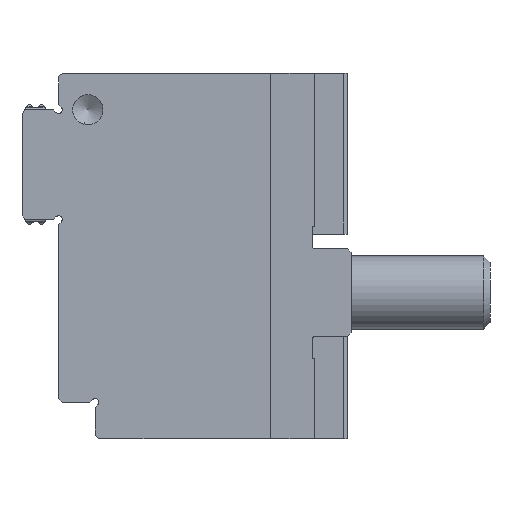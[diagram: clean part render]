
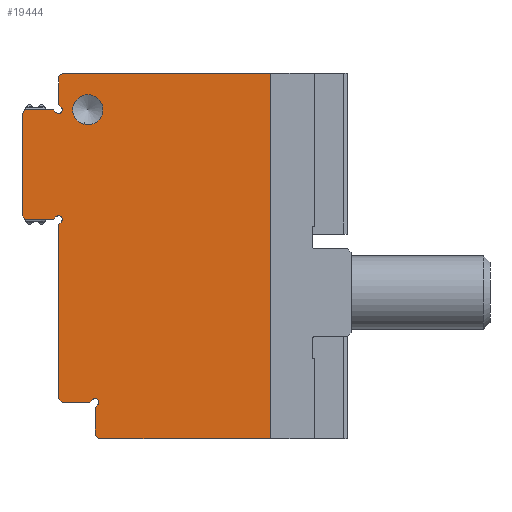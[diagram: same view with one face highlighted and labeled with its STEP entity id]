
A CAD part, left-side view. The second image highlights one B-rep face of the part: STEP entity #19444.
In plain terms, the highlighted planar face has unit normal (-1, 0, 0).
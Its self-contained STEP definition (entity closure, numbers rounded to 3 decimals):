
#913=FACE_BOUND('',#3401,.T.);
#1480=PLANE('',#21035);
#2376=FACE_OUTER_BOUND('',#3400,.T.);
#3400=EDGE_LOOP('',(#16554,#16555,#16556,#16557,#16558,#16559,#16560,#16561,
#16562,#16563,#16564,#16565,#16566,#16567,#16568,#16569,#16570,#16571,#16572,
#16573,#16574,#16575,#16576,#16577));
#3401=EDGE_LOOP('',(#16578));
#4930=LINE('',#33600,#6601);
#4946=LINE('',#33651,#6617);
#5018=LINE('',#33883,#6689);
#5086=LINE('',#34046,#6757);
#5090=LINE('',#34055,#6761);
#5093=LINE('',#34060,#6764);
#5094=LINE('',#34063,#6765);
#5095=LINE('',#34065,#6766);
#5096=LINE('',#34067,#6767);
#5097=LINE('',#34069,#6768);
#5098=LINE('',#34073,#6769);
#5099=LINE('',#34074,#6770);
#5100=LINE('',#34076,#6771);
#5101=LINE('',#34080,#6772);
#5102=LINE('',#34082,#6773);
#5103=LINE('',#34084,#6774);
#5104=LINE('',#34086,#6775);
#5105=LINE('',#34088,#6776);
#5106=LINE('',#34092,#6777);
#5107=LINE('',#34094,#6778);
#5108=LINE('',#34095,#6779);
#6601=VECTOR('',#25161,10.);
#6617=VECTOR('',#25211,10.);
#6689=VECTOR('',#25463,10.);
#6757=VECTOR('',#25633,10.);
#6761=VECTOR('',#25641,10.);
#6764=VECTOR('',#25646,10.);
#6765=VECTOR('',#25649,10.);
#6766=VECTOR('',#25650,10.);
#6767=VECTOR('',#25651,10.);
#6768=VECTOR('',#25652,10.);
#6769=VECTOR('',#25655,10.);
#6770=VECTOR('',#25656,10.);
#6771=VECTOR('',#25657,10.);
#6772=VECTOR('',#25660,10.);
#6773=VECTOR('',#25661,10.);
#6774=VECTOR('',#25662,10.);
#6775=VECTOR('',#25663,10.);
#6776=VECTOR('',#25664,10.);
#6777=VECTOR('',#25667,10.);
#6778=VECTOR('',#25668,10.);
#6779=VECTOR('',#25669,10.);
#6998=CIRCLE('',#19845,2.067);
#7114=CIRCLE('',#21036,0.5);
#7115=CIRCLE('',#21037,0.5);
#7116=CIRCLE('',#21038,0.5);
#7429=VERTEX_POINT('',#28590);
#8668=VERTEX_POINT('',#33597);
#8669=VERTEX_POINT('',#33599);
#8686=VERTEX_POINT('',#33648);
#8687=VERTEX_POINT('',#33650);
#8757=VERTEX_POINT('',#33882);
#8800=VERTEX_POINT('',#34042);
#8801=VERTEX_POINT('',#34044);
#8804=VERTEX_POINT('',#34054);
#8806=VERTEX_POINT('',#34062);
#8807=VERTEX_POINT('',#34064);
#8808=VERTEX_POINT('',#34066);
#8809=VERTEX_POINT('',#34068);
#8810=VERTEX_POINT('',#34070);
#8811=VERTEX_POINT('',#34072);
#8812=VERTEX_POINT('',#34075);
#8813=VERTEX_POINT('',#34077);
#8814=VERTEX_POINT('',#34079);
#8815=VERTEX_POINT('',#34081);
#8816=VERTEX_POINT('',#34083);
#8817=VERTEX_POINT('',#34085);
#8818=VERTEX_POINT('',#34087);
#8819=VERTEX_POINT('',#34089);
#8820=VERTEX_POINT('',#34091);
#8821=VERTEX_POINT('',#34093);
#9338=EDGE_CURVE('',#7429,#7429,#6998,.T.);
#11211=EDGE_CURVE('',#8668,#8669,#4930,.T.);
#11238=EDGE_CURVE('',#8687,#8686,#4946,.T.);
#11355=EDGE_CURVE('',#8687,#8757,#5018,.T.);
#11437=EDGE_CURVE('',#8800,#8801,#5086,.T.);
#11441=EDGE_CURVE('',#8800,#8804,#5090,.T.);
#11444=EDGE_CURVE('',#8669,#8686,#5093,.T.);
#11445=EDGE_CURVE('',#8801,#8806,#5094,.T.);
#11446=EDGE_CURVE('',#8807,#8806,#5095,.T.);
#11447=EDGE_CURVE('',#8808,#8807,#5096,.T.);
#11448=EDGE_CURVE('',#8809,#8808,#5097,.T.);
#11449=EDGE_CURVE('',#8810,#8809,#7114,.T.);
#11450=EDGE_CURVE('',#8811,#8810,#5098,.T.);
#11451=EDGE_CURVE('',#8757,#8811,#5099,.T.);
#11452=EDGE_CURVE('',#8812,#8668,#5100,.T.);
#11453=EDGE_CURVE('',#8813,#8812,#7115,.T.);
#11454=EDGE_CURVE('',#8814,#8813,#5101,.T.);
#11455=EDGE_CURVE('',#8815,#8814,#5102,.T.);
#11456=EDGE_CURVE('',#8816,#8815,#5103,.T.);
#11457=EDGE_CURVE('',#8816,#8817,#5104,.T.);
#11458=EDGE_CURVE('',#8817,#8818,#5105,.T.);
#11459=EDGE_CURVE('',#8818,#8819,#7116,.T.);
#11460=EDGE_CURVE('',#8819,#8820,#5106,.T.);
#11461=EDGE_CURVE('',#8820,#8821,#5107,.T.);
#11462=EDGE_CURVE('',#8804,#8821,#5108,.T.);
#16554=ORIENTED_EDGE('',*,*,#11437,.T.);
#16555=ORIENTED_EDGE('',*,*,#11445,.T.);
#16556=ORIENTED_EDGE('',*,*,#11446,.F.);
#16557=ORIENTED_EDGE('',*,*,#11447,.F.);
#16558=ORIENTED_EDGE('',*,*,#11448,.F.);
#16559=ORIENTED_EDGE('',*,*,#11449,.F.);
#16560=ORIENTED_EDGE('',*,*,#11450,.F.);
#16561=ORIENTED_EDGE('',*,*,#11451,.F.);
#16562=ORIENTED_EDGE('',*,*,#11355,.F.);
#16563=ORIENTED_EDGE('',*,*,#11238,.T.);
#16564=ORIENTED_EDGE('',*,*,#11444,.F.);
#16565=ORIENTED_EDGE('',*,*,#11211,.F.);
#16566=ORIENTED_EDGE('',*,*,#11452,.F.);
#16567=ORIENTED_EDGE('',*,*,#11453,.F.);
#16568=ORIENTED_EDGE('',*,*,#11454,.F.);
#16569=ORIENTED_EDGE('',*,*,#11455,.F.);
#16570=ORIENTED_EDGE('',*,*,#11456,.F.);
#16571=ORIENTED_EDGE('',*,*,#11457,.T.);
#16572=ORIENTED_EDGE('',*,*,#11458,.T.);
#16573=ORIENTED_EDGE('',*,*,#11459,.T.);
#16574=ORIENTED_EDGE('',*,*,#11460,.T.);
#16575=ORIENTED_EDGE('',*,*,#11461,.T.);
#16576=ORIENTED_EDGE('',*,*,#11462,.F.);
#16577=ORIENTED_EDGE('',*,*,#11441,.F.);
#16578=ORIENTED_EDGE('',*,*,#9338,.T.);
#19444=ADVANCED_FACE('',(#2376,#913),#1480,.F.);
#19845=AXIS2_PLACEMENT_3D('',#28591,#21804,#21805);
#21035=AXIS2_PLACEMENT_3D('',#34061,#25647,#25648);
#21036=AXIS2_PLACEMENT_3D('',#34071,#25653,#25654);
#21037=AXIS2_PLACEMENT_3D('',#34078,#25658,#25659);
#21038=AXIS2_PLACEMENT_3D('',#34090,#25665,#25666);
#21804=DIRECTION('center_axis',(1.,0.,0.));
#21805=DIRECTION('ref_axis',(0.,0.,
1.));
#25161=DIRECTION('',(0.,1.,0.));
#25211=DIRECTION('',(0.,0.,-1.));
#25463=DIRECTION('',(0.,-0.707,0.707));
#25633=DIRECTION('',(0.,0.,1.));
#25641=DIRECTION('',(0.,1.,0.));
#25646=DIRECTION('',(0.,0.707,0.707));
#25647=DIRECTION('center_axis',(1.,0.,0.));
#25648=DIRECTION('ref_axis',(0.,0.,
-1.));
#25649=DIRECTION('',(0.,1.,0.));
#25650=DIRECTION('',(0.,-0.707,0.707));
#25651=DIRECTION('',(0.,0.,1.));
#25652=DIRECTION('',(0.,0.707,0.707));
#25653=DIRECTION('center_axis',(-1.,0.,0.));
#25654=DIRECTION('ref_axis',(0.,-0.707,0.707));
#25655=DIRECTION('',(0.,-0.707,-0.707));
#25656=DIRECTION('',(0.,-1.,0.));
#25657=DIRECTION('',(0.,0.707,-0.707));
#25658=DIRECTION('center_axis',(-1.,0.,0.));
#25659=DIRECTION('ref_axis',(0.,0.707,0.707));
#25660=DIRECTION('',(0.,-0.707,0.707));
#25661=DIRECTION('',(0.,0.,1.));
#25662=DIRECTION('',(0.,0.707,0.707));
#25663=DIRECTION('',(0.,-1.,0.));
#25664=DIRECTION('',(0.,-0.707,0.707));
#25665=DIRECTION('center_axis',(1.,0.,0.));
#25666=DIRECTION('ref_axis',(0.,-0.707,-0.707));
#25667=DIRECTION('',(0.,0.707,-0.707));
#25668=DIRECTION('',(0.,0.,-1.));
#25669=DIRECTION('',(0.,0.707,0.707));
#28590=CARTESIAN_POINT('',(-52.539,21.083,41.418));
#28591=CARTESIAN_POINT('Origin',(-52.539,21.083,43.485));
#33597=CARTESIAN_POINT('',(-52.539,25.79,28.485));
#33599=CARTESIAN_POINT('',(-52.539,29.583,28.485));
#33600=CARTESIAN_POINT('',(-52.539,35.083,28.485));
#33648=CARTESIAN_POINT('',(-52.539,30.083,28.985));
#33650=CARTESIAN_POINT('',(-52.539,30.083,42.985));
#33651=CARTESIAN_POINT('',(-52.539,30.083,17.416));
#33882=CARTESIAN_POINT('',(-52.539,29.583,43.485));
#33883=CARTESIAN_POINT('',(-52.539,32.037,41.03));
#34042=CARTESIAN_POINT('',(-52.539,-3.917,-1.515));
#34044=CARTESIAN_POINT('',(-52.539,-3.917,48.485));
#34046=CARTESIAN_POINT('',(-52.539,-3.917,36.916));
#34054=CARTESIAN_POINT('',(-52.539,19.583,-1.515));
#34055=CARTESIAN_POINT('',(-52.539,24.583,-1.515));
#34060=CARTESIAN_POINT('',(-52.539,26.719,25.62));
#34061=CARTESIAN_POINT('Origin',(-52.539,20.763,25.347));
#34062=CARTESIAN_POINT('',(-52.539,24.583,48.485));
#34063=CARTESIAN_POINT('',(-52.539,-9.917,48.485));
#34064=CARTESIAN_POINT('',(-52.539,25.083,47.985));
#34065=CARTESIAN_POINT('',(-52.539,24.583,48.485));
#34066=CARTESIAN_POINT('',(-52.539,25.083,44.192));
#34067=CARTESIAN_POINT('',(-52.539,25.083,47.985));
#34068=CARTESIAN_POINT('',(-52.539,24.73,43.838));
#34069=CARTESIAN_POINT('',(-52.539,25.083,44.192));
#34070=CARTESIAN_POINT('',(-52.539,25.437,43.131));
#34071=CARTESIAN_POINT('Origin',(-52.539,25.083,43.485));
#34072=CARTESIAN_POINT('',(-52.539,25.79,43.485));
#34073=CARTESIAN_POINT('',(-52.539,25.437,43.131));
#34074=CARTESIAN_POINT('',(-52.539,25.79,43.485));
#34075=CARTESIAN_POINT('',(-52.539,25.437,28.838));
#34076=CARTESIAN_POINT('',(-52.539,25.79,28.485));
#34077=CARTESIAN_POINT('',(-52.539,24.73,28.131));
#34078=CARTESIAN_POINT('Origin',(-52.539,25.083,28.485));
#34079=CARTESIAN_POINT('',(-52.539,25.083,27.777));
#34080=CARTESIAN_POINT('',(-52.539,24.73,28.131));
#34081=CARTESIAN_POINT('',(-52.539,25.083,3.985));
#34082=CARTESIAN_POINT('',(-52.539,25.083,27.777));
#34083=CARTESIAN_POINT('',(-52.539,24.583,3.485));
#34084=CARTESIAN_POINT('',(-52.539,29.219,8.12));
#34085=CARTESIAN_POINT('',(-52.539,20.79,3.485));
#34086=CARTESIAN_POINT('',(-52.539,20.777,3.485));
#34087=CARTESIAN_POINT('',(-52.539,20.437,3.838));
#34088=CARTESIAN_POINT('',(-52.539,15.141,9.134));
#34089=CARTESIAN_POINT('',(-52.539,19.73,3.131));
#34090=CARTESIAN_POINT('Origin',(-52.539,20.083,3.485));
#34091=CARTESIAN_POINT('',(-52.539,20.083,2.777));
#34092=CARTESIAN_POINT('',(-52.539,14.611,8.25));
#34093=CARTESIAN_POINT('',(-52.539,20.083,-1.015));
#34094=CARTESIAN_POINT('',(-52.539,20.083,11.916));
#34095=CARTESIAN_POINT('',(-52.539,26.719,5.62));
